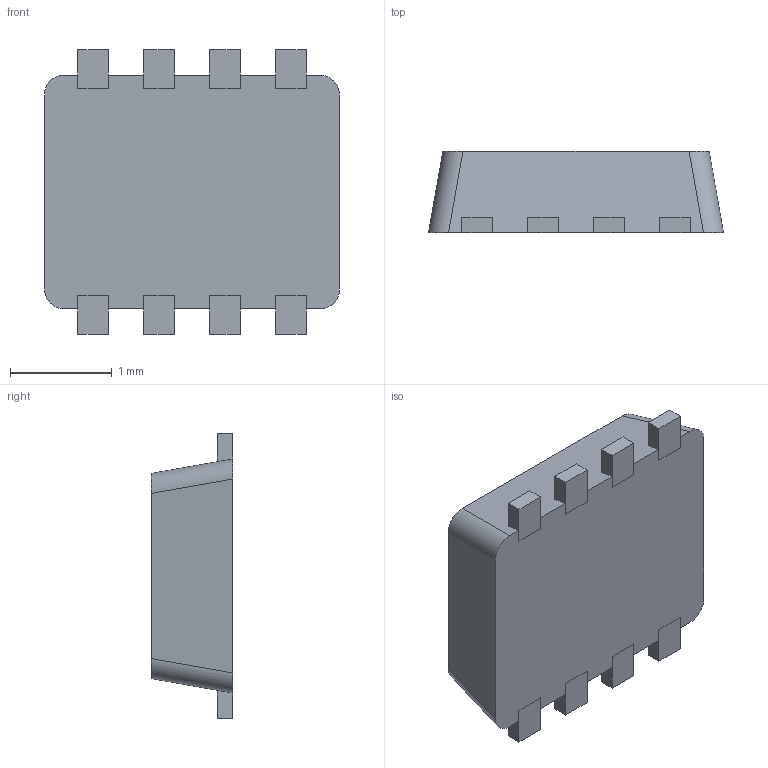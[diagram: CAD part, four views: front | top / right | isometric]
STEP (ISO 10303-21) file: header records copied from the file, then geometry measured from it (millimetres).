
FILE_DESCRIPTION (( 'STEP AP214' ), '1' );
FILE_NAME ('mosfet AON3402.STEP', '2021-12-15T11:21:32', ( '' ), ( '' ), 'SwSTEP 2.0', 'SolidWorks 2020', '' );
FILE_SCHEMA (( 'AUTOMOTIVE_DESIGN' ));
Length unit declared in the file: millimetre
Products named in the file (1): mosfet AON3402
Bounding box: 2.9 x 0.8 x 2.8 mm (x, y, z)
Volume: 4.8 mm3; surface area: 23.3 mm2
Topology: 9 solids, 9 shells, 93 faces, 222 edges, 148 vertices
Faces by surface type: plane 87, cylinder 6
Entity records: 2889 total; most frequent: CARTESIAN_POINT 488, ORIENTED_EDGE 444, DIRECTION 406, EDGE_CURVE 222, VECTOR 210, LINE 210, VERTEX_POINT 148, AXIS2_PLACEMENT_3D 98
